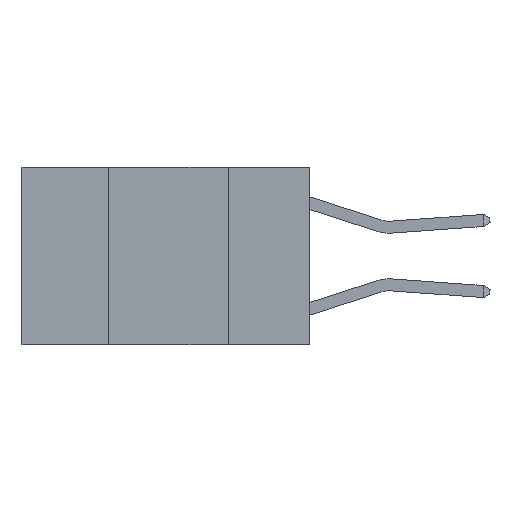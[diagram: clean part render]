
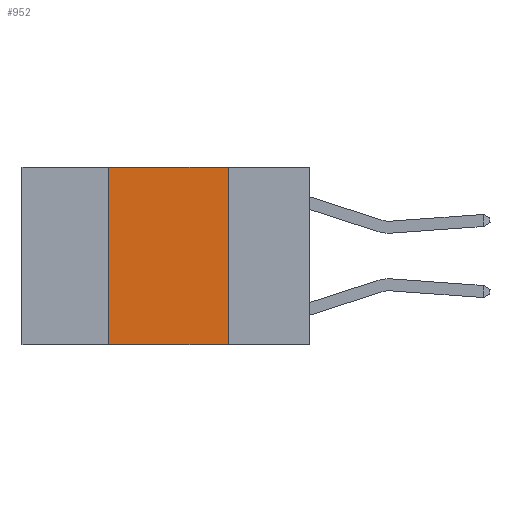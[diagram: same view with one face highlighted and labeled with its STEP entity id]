
A CAD part, left-side view. The second image highlights one B-rep face of the part: STEP entity #952.
In plain terms, the highlighted planar face has unit normal (-1, 0, 0).
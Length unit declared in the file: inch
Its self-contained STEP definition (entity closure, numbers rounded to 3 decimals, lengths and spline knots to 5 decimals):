
#633 = CARTESIAN_POINT ( 'NONE',  ( 0., 0.6, -0.37 ) ) ;
#952 = ADVANCED_FACE ( 'NONE', ( #21819 ), #19277, .F. ) ;
#1338 = ORIENTED_EDGE ( 'NONE', *, *, #12014, .T. ) ;
#2731 = DIRECTION ( 'NONE',  ( 0., -1., 0. ) ) ;
#4199 = VERTEX_POINT ( 'NONE', #12860 ) ;
#6055 = DIRECTION ( 'NONE',  ( 1., 0., 0. ) ) ;
#8391 = VECTOR ( 'NONE', #19561, 39.37008 ) ;
#10739 = VECTOR ( 'NONE', #25200, 39.37008 ) ;
#10945 = VECTOR ( 'NONE', #2731, 39.37008 ) ;
#12014 = EDGE_CURVE ( 'NONE', #23627, #4199, #14160, .T. ) ;
#12860 = CARTESIAN_POINT ( 'NONE',  ( 0., 0.17, -0.37 ) ) ;
#13621 = VECTOR ( 'NONE', #14000, 39.37008 ) ;
#13808 = CARTESIAN_POINT ( 'NONE',  ( 0., 0.42, -0.37 ) ) ;
#14000 = DIRECTION ( 'NONE',  ( 0., 0., 1. ) ) ;
#14160 = LINE ( 'NONE', #633, #10945 ) ;
#15190 = VERTEX_POINT ( 'NONE', #15928 ) ;
#15220 = DIRECTION ( 'NONE',  ( 0., 0., -1. ) ) ;
#15363 = LINE ( 'NONE', #21959, #8391 ) ;
#15928 = CARTESIAN_POINT ( 'NONE',  ( 0., 0.42, 0. ) ) ;
#17467 = CARTESIAN_POINT ( 'NONE',  ( 0., 0.6, 0. ) ) ;
#18308 = LINE ( 'NONE', #27469, #10739 ) ;
#18795 = CARTESIAN_POINT ( 'NONE',  ( 0., 0.42, 0. ) ) ;
#19277 = PLANE ( 'NONE',  #21444 ) ;
#19561 = DIRECTION ( 'NONE',  ( 0., -1., 0. ) ) ;
#20516 = CARTESIAN_POINT ( 'NONE',  ( 0., 0.17, 0. ) ) ;
#20845 = EDGE_LOOP ( 'NONE', ( #24384, #25664, #28985, #1338 ) ) ;
#21444 = AXIS2_PLACEMENT_3D ( 'NONE', #17467, #6055, #15220 ) ;
#21709 = EDGE_CURVE ( 'NONE', #15190, #25772, #15363, .T. ) ;
#21819 = FACE_OUTER_BOUND ( 'NONE', #20845, .T. ) ;
#21959 = CARTESIAN_POINT ( 'NONE',  ( 0., 0.6, 0. ) ) ;
#22331 = EDGE_CURVE ( 'NONE', #25772, #4199, #18308, .T. ) ;
#23165 = EDGE_CURVE ( 'NONE', #23627, #15190, #25397, .T. ) ;
#23627 = VERTEX_POINT ( 'NONE', #13808 ) ;
#24384 = ORIENTED_EDGE ( 'NONE', *, *, #22331, .F. ) ;
#25200 = DIRECTION ( 'NONE',  ( 0., 0., -1. ) ) ;
#25397 = LINE ( 'NONE', #18795, #13621 ) ;
#25664 = ORIENTED_EDGE ( 'NONE', *, *, #21709, .F. ) ;
#25772 = VERTEX_POINT ( 'NONE', #20516 ) ;
#27469 = CARTESIAN_POINT ( 'NONE',  ( 0., 0.17, 0. ) ) ;
#28985 = ORIENTED_EDGE ( 'NONE', *, *, #23165, .F. ) ;
